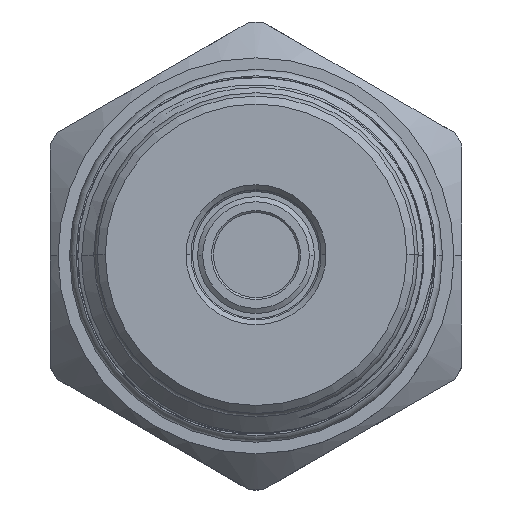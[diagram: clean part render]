
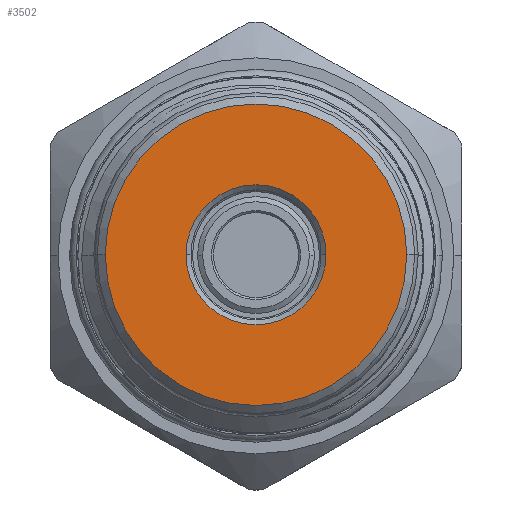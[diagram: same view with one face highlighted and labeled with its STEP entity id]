
A CAD part, top view. The second image highlights one B-rep face of the part: STEP entity #3502.
In plain terms, the highlighted planar face has unit normal (0, 0, 1).
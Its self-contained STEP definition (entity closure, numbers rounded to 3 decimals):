
#336 = VERTEX_POINT ( 'NONE', #1848 ) ;
#571 = CIRCLE ( 'NONE', #5518, 7. ) ;
#640 = CIRCLE ( 'NONE', #5277, 15.075 ) ;
#674 = ORIENTED_EDGE ( 'NONE', *, *, #10955, .T. ) ;
#788 = ORIENTED_EDGE ( 'NONE', *, *, #6917, .T. ) ;
#1487 = DIRECTION ( 'NONE',  ( -1., 0., 0. ) ) ;
#1620 = AXIS2_PLACEMENT_3D ( 'NONE', #11907, #4616, #6028 ) ;
#1848 = CARTESIAN_POINT ( 'NONE',  ( -15.075, 0., 0. ) ) ;
#2150 = VERTEX_POINT ( 'NONE', #14454 ) ;
#2869 = CARTESIAN_POINT ( 'NONE',  ( 0., 0., 0. ) ) ;
#3502 = ADVANCED_FACE ( 'NONE', ( #8689, #7910 ), #13426, .F. ) ;
#4048 = CARTESIAN_POINT ( 'NONE',  ( 0., 0., 0. ) ) ;
#4350 = VERTEX_POINT ( 'NONE', #8731 ) ;
#4616 = DIRECTION ( 'NONE',  ( 0., 0., 1. ) ) ;
#4847 = ORIENTED_EDGE ( 'NONE', *, *, #10162, .T. ) ;
#4922 = CARTESIAN_POINT ( 'NONE',  ( 0., 0., 0. ) ) ;
#5187 = CARTESIAN_POINT ( 'NONE',  ( -7., 0., 0. ) ) ;
#5277 = AXIS2_PLACEMENT_3D ( 'NONE', #4922, #8517, #1487 ) ;
#5518 = AXIS2_PLACEMENT_3D ( 'NONE', #2869, #6460, #14841 ) ;
#5691 = ORIENTED_EDGE ( 'NONE', *, *, #13386, .T. ) ;
#6015 = EDGE_LOOP ( 'NONE', ( #5691, #4847 ) ) ;
#6028 = DIRECTION ( 'NONE',  ( -1., 0., 0. ) ) ;
#6460 = DIRECTION ( 'NONE',  ( 0., 0., -1. ) ) ;
#6469 = AXIS2_PLACEMENT_3D ( 'NONE', #8649, #14622, #9914 ) ;
#6917 = EDGE_CURVE ( 'NONE', #8766, #2150, #571, .T. ) ;
#7910 = FACE_OUTER_BOUND ( 'NONE', #6015, .T. ) ;
#8517 = DIRECTION ( 'NONE',  ( 0., 0., 1. ) ) ;
#8560 = EDGE_LOOP ( 'NONE', ( #674, #788 ) ) ;
#8649 = CARTESIAN_POINT ( 'NONE',  ( 0., 0., 0. ) ) ;
#8689 = FACE_BOUND ( 'NONE', #8560, .T. ) ;
#8731 = CARTESIAN_POINT ( 'NONE',  ( 15.075, 0., 0. ) ) ;
#8766 = VERTEX_POINT ( 'NONE', #5187 ) ;
#9644 = CIRCLE ( 'NONE', #15072, 7. ) ;
#9914 = DIRECTION ( 'NONE',  ( -1., 0., 0. ) ) ;
#10006 = DIRECTION ( 'NONE',  ( 0., 0., -1. ) ) ;
#10162 = EDGE_CURVE ( 'NONE', #4350, #336, #13962, .T. ) ;
#10955 = EDGE_CURVE ( 'NONE', #2150, #8766, #9644, .T. ) ;
#11127 = DIRECTION ( 'NONE',  ( -1., 0., 0. ) ) ;
#11907 = CARTESIAN_POINT ( 'NONE',  ( 0., 0., 0. ) ) ;
#13386 = EDGE_CURVE ( 'NONE', #336, #4350, #640, .T. ) ;
#13426 = PLANE ( 'NONE',  #6469 ) ;
#13962 = CIRCLE ( 'NONE', #1620, 15.075 ) ;
#14454 = CARTESIAN_POINT ( 'NONE',  ( 7., 0., 0. ) ) ;
#14622 = DIRECTION ( 'NONE',  ( 0., 0., -1. ) ) ;
#14841 = DIRECTION ( 'NONE',  ( -1., 0., 0. ) ) ;
#15072 = AXIS2_PLACEMENT_3D ( 'NONE', #4048, #10006, #11127 ) ;
